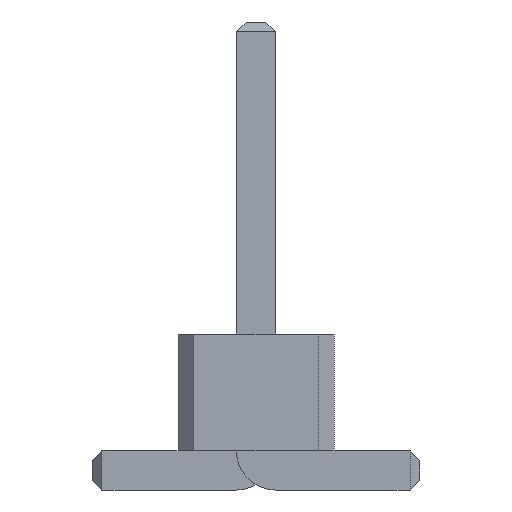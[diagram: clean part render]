
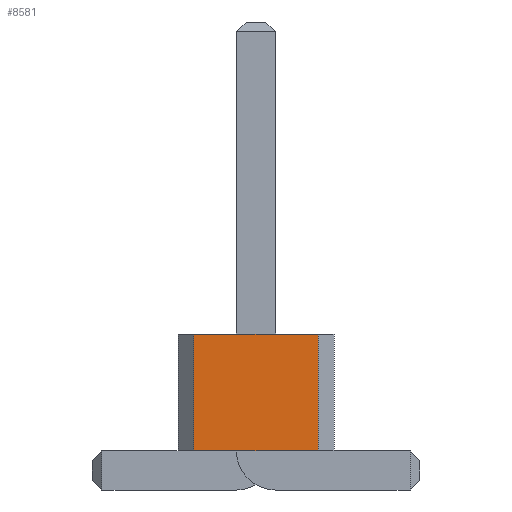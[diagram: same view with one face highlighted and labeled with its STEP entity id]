
A CAD part, front view. The second image highlights one B-rep face of the part: STEP entity #8581.
In plain terms, the highlighted planar face has unit normal (0, -1, 0).
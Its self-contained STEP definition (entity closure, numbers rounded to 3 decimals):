
#1574 = VERTEX_POINT('',#1575);
#1575 = CARTESIAN_POINT('',(0.8,-30.,0.5));
#1581 = EDGE_CURVE('',#1582,#1574,#1584,.T.);
#1582 = VERTEX_POINT('',#1583);
#1583 = CARTESIAN_POINT('',(-0.8,-30.,0.5));
#1584 = LINE('',#1585,#1586);
#1585 = CARTESIAN_POINT('',(-0.8,-30.,0.5));
#1586 = VECTOR('',#1587,1.);
#1587 = DIRECTION('',(1.,0.,0.));
#3726 = VERTEX_POINT('',#3727);
#3727 = CARTESIAN_POINT('',(0.8,-30.,2.));
#3733 = EDGE_CURVE('',#3734,#3726,#3736,.T.);
#3734 = VERTEX_POINT('',#3735);
#3735 = CARTESIAN_POINT('',(-0.8,-30.,2.));
#3736 = LINE('',#3737,#3738);
#3737 = CARTESIAN_POINT('',(-0.8,-30.,2.));
#3738 = VECTOR('',#3739,1.);
#3739 = DIRECTION('',(1.,0.,0.));
#8570 = EDGE_CURVE('',#1582,#3734,#8571,.T.);
#8571 = LINE('',#8572,#8573);
#8572 = CARTESIAN_POINT('',(-0.8,-30.,0.5));
#8573 = VECTOR('',#8574,1.);
#8574 = DIRECTION('',(0.,0.,1.));
#8581 = ADVANCED_FACE('',(#8582),#8593,.F.);
#8582 = FACE_BOUND('',#8583,.F.);
#8583 = EDGE_LOOP('',(#8584,#8585,#8586,#8592));
#8584 = ORIENTED_EDGE('',*,*,#8570,.T.);
#8585 = ORIENTED_EDGE('',*,*,#3733,.T.);
#8586 = ORIENTED_EDGE('',*,*,#8587,.F.);
#8587 = EDGE_CURVE('',#1574,#3726,#8588,.T.);
#8588 = LINE('',#8589,#8590);
#8589 = CARTESIAN_POINT('',(0.8,-30.,0.5));
#8590 = VECTOR('',#8591,1.);
#8591 = DIRECTION('',(0.,0.,1.));
#8592 = ORIENTED_EDGE('',*,*,#1581,.F.);
#8593 = PLANE('',#8594);
#8594 = AXIS2_PLACEMENT_3D('',#8595,#8596,#8597);
#8595 = CARTESIAN_POINT('',(-0.8,-30.,0.5));
#8596 = DIRECTION('',(0.,1.,0.));
#8597 = DIRECTION('',(1.,0.,0.));
